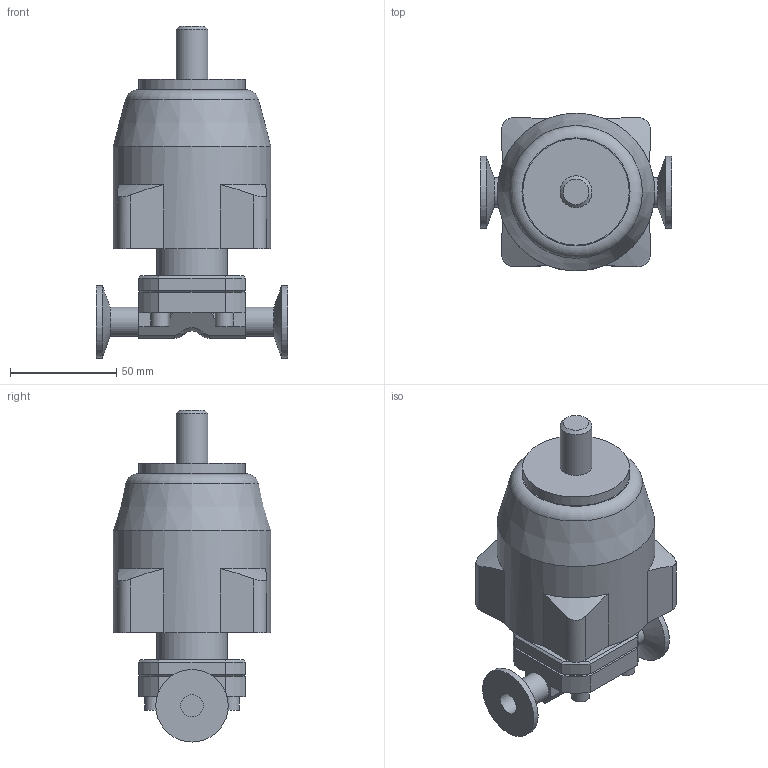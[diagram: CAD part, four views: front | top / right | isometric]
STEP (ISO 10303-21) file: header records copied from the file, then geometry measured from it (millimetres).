
FILE_DESCRIPTION(/* description */ (''),/* implementation_level */ '2;1');
FILE_NAME(/* name */ 'DHC_ADC_CXC_8A.stp',/* time_stamp */ '2021-08-19T17:02:52+09:00',/* author */ ('m'),/* organization */ (''),/* preprocessor_version */ 'ST-DEVELOPER v18.1',/* originating_system */ 'Autodesk Inventor 2021',/* authorisation */ '');
FILE_SCHEMA (('AUTOMOTIVE_DESIGN { 1 0 10303 214 3 1 1 }'));
Length unit declared in the file: millimetre
Products named in the file (1): DHC_ADC_CXC_NEW_8A
Bounding box: 90 x 74 x 155.9 mm (x, y, z)
Volume: 403753.7 mm3; surface area: 45529.3 mm2
Topology: 3 solids, 3 shells, 114 faces, 261 edges, 164 vertices
Faces by surface type: plane 50, cylinder 41, cone 16, bspline 6, torus 1
Full cylindrical faces by diameter (mm): 8.5 x4, 10.5 x2, 13.8 x2, 15 x1, 33 x1, 34 x2, 50 x1, 74 x1
Entity records: 3452 total; most frequent: CARTESIAN_POINT 774, DIRECTION 560, ORIENTED_EDGE 522, EDGE_CURVE 261, AXIS2_PLACEMENT_3D 218, VERTEX_POINT 164, EDGE_LOOP 125, LINE 124
